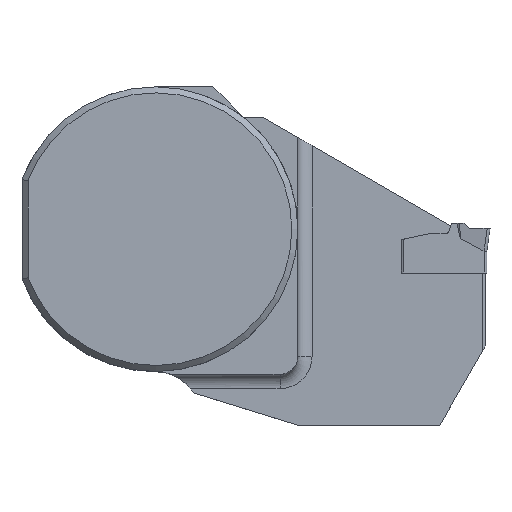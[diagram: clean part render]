
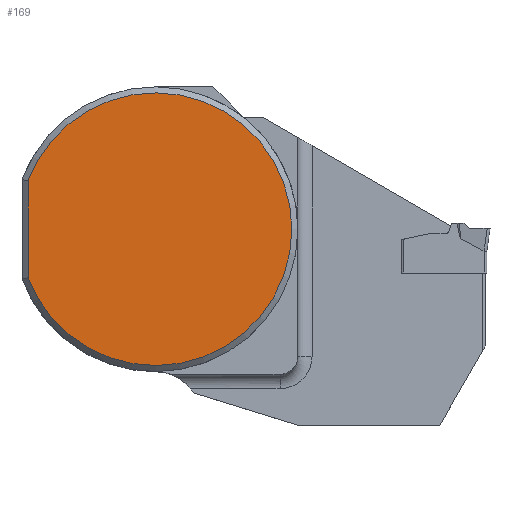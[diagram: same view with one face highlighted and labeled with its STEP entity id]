
A CAD part, top view. The second image highlights one B-rep face of the part: STEP entity #169.
In plain terms, the highlighted planar face has unit normal (0, 0, 1).
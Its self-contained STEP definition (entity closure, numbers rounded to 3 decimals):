
#169=ADVANCED_FACE('',(#271),#213,.F.);
#213=PLANE('',#1357);
#271=FACE_OUTER_BOUND('',#331,.T.);
#331=EDGE_LOOP('',(#669,#670));
#367=CIRCLE('',#1354,15.325);
#669=ORIENTED_EDGE('',*,*,#948,.F.);
#670=ORIENTED_EDGE('',*,*,#960,.T.);
#800=VERTEX_POINT('',#2061);
#801=VERTEX_POINT('',#2066);
#948=EDGE_CURVE('',#801,#800,#1069,.T.);
#960=EDGE_CURVE('',#801,#800,#367,.T.);
#1069=LINE('',#2067,#1185);
#1185=VECTOR('',#1634,1.);
#1354=AXIS2_PLACEMENT_3D('',#2092,#1668,#1669);
#1357=AXIS2_PLACEMENT_3D('',#2095,#1674,#1675);
#1634=DIRECTION('',(0.,1.,0.));
#1668=DIRECTION('',(0.,0.,1.));
#1669=DIRECTION('',(1.,0.,0.));
#1674=DIRECTION('',(0.,0.,-1.));
#1675=DIRECTION('',(1.,0.,0.));
#2061=CARTESIAN_POINT('',(-14.325,5.445,0.));
#2066=CARTESIAN_POINT('',(-14.325,-5.445,0.));
#2067=CARTESIAN_POINT('',(-14.325,16.,0.));
#2092=CARTESIAN_POINT('',(0.,0.,0.));
#2095=CARTESIAN_POINT('',(0.,0.,0.));
